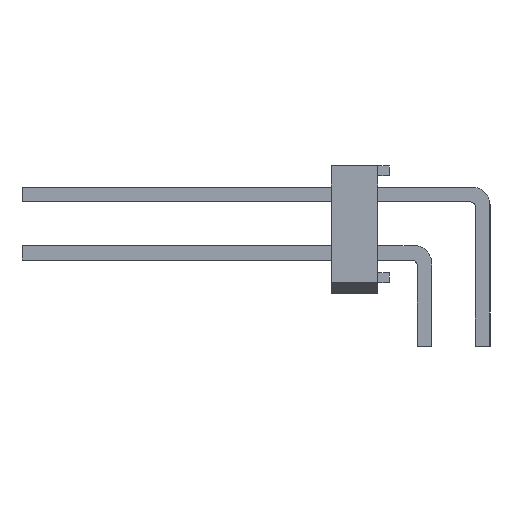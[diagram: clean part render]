
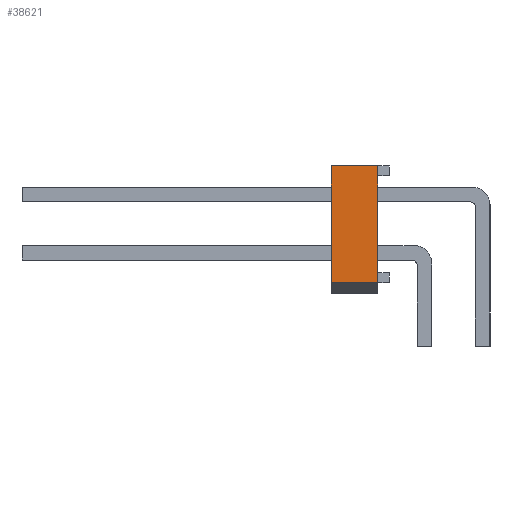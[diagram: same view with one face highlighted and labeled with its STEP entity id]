
A CAD part, left-side view. The second image highlights one B-rep face of the part: STEP entity #38621.
In plain terms, the highlighted face is planar.
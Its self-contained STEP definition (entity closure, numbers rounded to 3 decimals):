
#20768 = VERTEX_POINT('',#20769);
#20769 = CARTESIAN_POINT('',(38.1,2.54,-2.54));
#20775 = EDGE_CURVE('',#20768,#20776,#20778,.T.);
#20776 = VERTEX_POINT('',#20777);
#20777 = CARTESIAN_POINT('',(38.1,0.508,-2.54));
#20778 = LINE('',#20779,#20780);
#20779 = CARTESIAN_POINT('',(38.1,2.54,-2.54));
#20780 = VECTOR('',#20781,1.);
#20781 = DIRECTION('',(0.,-1.,0.));
#38586 = VERTEX_POINT('',#38587);
#38587 = CARTESIAN_POINT('',(38.1,0.508,2.54));
#38595 = EDGE_CURVE('',#38596,#38586,#38598,.T.);
#38596 = VERTEX_POINT('',#38597);
#38597 = CARTESIAN_POINT('',(38.1,2.54,2.54));
#38598 = LINE('',#38599,#38600);
#38599 = CARTESIAN_POINT('',(38.1,2.54,2.54));
#38600 = VECTOR('',#38601,1.);
#38601 = DIRECTION('',(0.,-1.,0.));
#38621 = ADVANCED_FACE('',(#38622),#38638,.F.);
#38622 = FACE_BOUND('',#38623,.T.);
#38623 = EDGE_LOOP('',(#38624,#38630,#38631,#38637));
#38624 = ORIENTED_EDGE('',*,*,#38625,.F.);
#38625 = EDGE_CURVE('',#20776,#38586,#38626,.T.);
#38626 = LINE('',#38627,#38628);
#38627 = CARTESIAN_POINT('',(38.1,0.508,2.54));
#38628 = VECTOR('',#38629,1.);
#38629 = DIRECTION('',(0.,0.,1.));
#38630 = ORIENTED_EDGE('',*,*,#20775,.F.);
#38631 = ORIENTED_EDGE('',*,*,#38632,.F.);
#38632 = EDGE_CURVE('',#38596,#20768,#38633,.T.);
#38633 = LINE('',#38634,#38635);
#38634 = CARTESIAN_POINT('',(38.1,2.54,2.54));
#38635 = VECTOR('',#38636,1.);
#38636 = DIRECTION('',(0.,0.,-1.));
#38637 = ORIENTED_EDGE('',*,*,#38595,.T.);
#38638 = PLANE('',#38639);
#38639 = AXIS2_PLACEMENT_3D('',#38640,#38641,#38642);
#38640 = CARTESIAN_POINT('',(38.1,2.54,2.54));
#38641 = DIRECTION('',(-1.,0.,0.));
#38642 = DIRECTION('',(0.,0.,1.));
